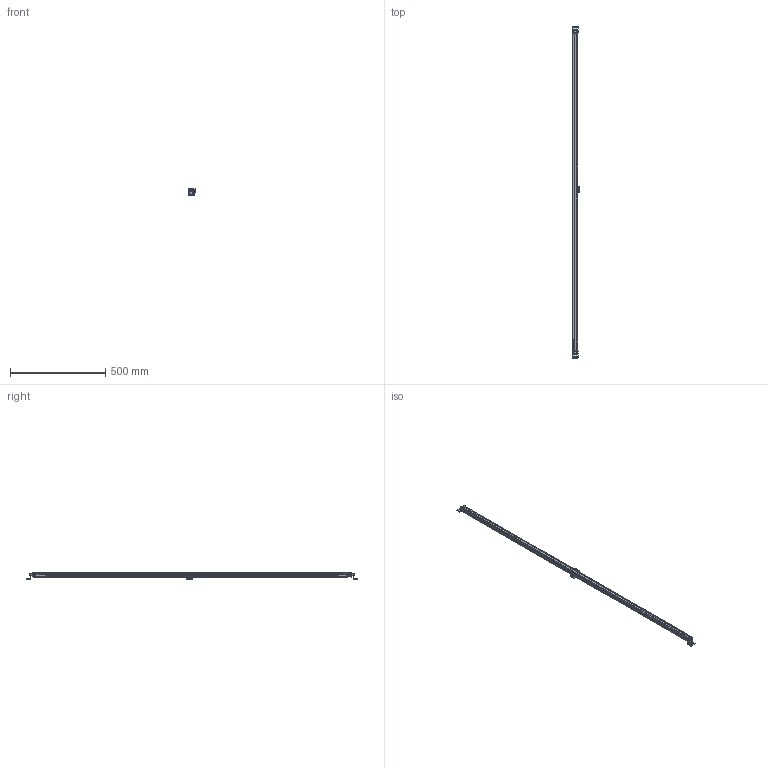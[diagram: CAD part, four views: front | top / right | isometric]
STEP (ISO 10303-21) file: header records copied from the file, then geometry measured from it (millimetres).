
FILE_DESCRIPTION((''),'2;1');
FILE_NAME('141897_SM01_ASM','2025-07-09T10:32:33',('banengservice'),('BANNER ENGINEERING'),'CREO PARAMETRIC BY PTC INC, 2022414','CREO PARAMETRIC BY PTC INC, 2022414','');
FILE_SCHEMA(('CONFIG_CONTROL_DESIGN'));
Products named in the file (6): 141897_EP01; EZS_OUTER_BRACKET_EP01; EZS_SIDE_BRACKET_EP01; EZS_SIDE_BRACKET_EP02; EZS_SIDE_BRACKET_SM01_ASM; 141897_SM01_ASM
Assembly tree (6 placements, depth 3):
  141897_SM01_ASM
    141897_EP01
    EZS_OUTER_BRACKET_EP01  x2
    EZS_SIDE_BRACKET_SM01_ASM
      EZS_SIDE_BRACKET_EP01
      EZS_SIDE_BRACKET_EP02
Bounding box: 41.2 x 1746.95 x 32.93 mm (x, y, z)
Volume: 1040419.4 mm3; surface area: 242542.7 mm2
Topology: 5 solids, 5 shells, 2703 faces, 7860 edges, 4967 vertices
Faces by surface type: plane 1105, cylinder 956, bspline 341, torus 199, cone 53, sphere 49
Entity records: 265272 total; most frequent: CARTESIAN_POINT 203670, ORIENTED_EDGE 14162, DIRECTION 11277, EDGE_CURVE 7081, VERTEX_POINT 4483, VECTOR 4003, LINE 4003, AXIS2_PLACEMENT_3D 3637
